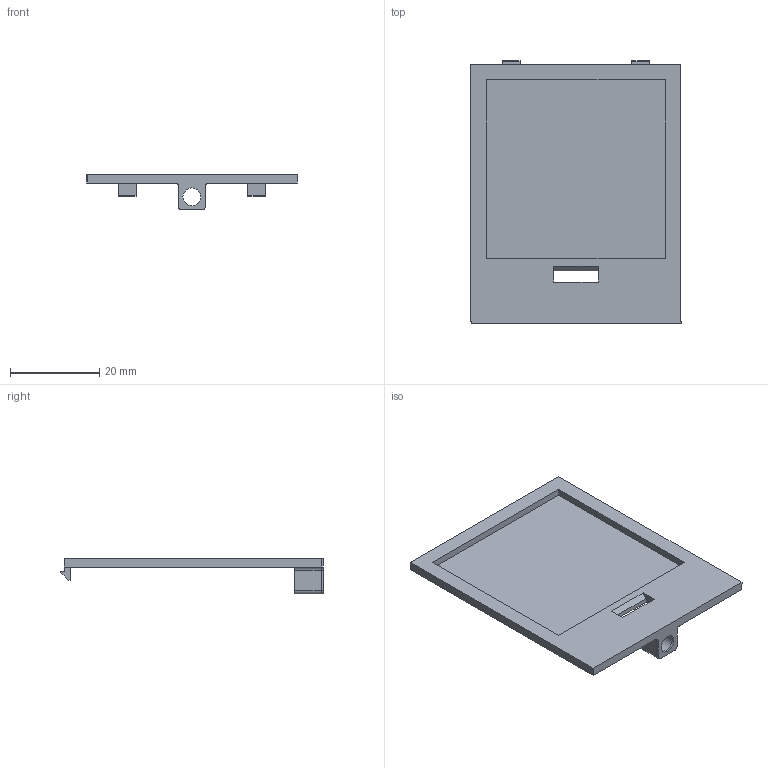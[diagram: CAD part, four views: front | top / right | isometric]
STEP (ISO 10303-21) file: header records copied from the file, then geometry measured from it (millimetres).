
FILE_DESCRIPTION(/* description */ (''),/* implementation_level */ '2;1');
FILE_NAME(/* name */ 'acoustifly_v8_lid-qr.stp',/* time_stamp */ '2024-05-30T09:26:30+02:00',/* author */ ('Jannik Fritsch'),/* organization */ (''),/* preprocessor_version */ 'ST-DEVELOPER v19.2',/* originating_system */ 'Autodesk Inventor 2024',/* authorisation */ '');
FILE_SCHEMA (('AUTOMOTIVE_DESIGN { 1 0 10303 214 3 1 1 }'));
Length unit declared in the file: millimetre
Products named in the file (4): acoustifly_v8_v1_zusammenführung; lid_raw; qr_code-40x40x1-6; qrcode-1708936232748
Assembly tree (3 placements, depth 2):
  acoustifly_v8_v1_zusammenführung
    lid_raw
    qr_code-40x40x1-6
    qrcode-1708936232748
Bounding box: 47.04 x 58.82 x 8 mm (x, y, z)
Volume: 3020.1 mm3; surface area: 6386.3 mm2
Topology: 1 solids, 1 shells, 54 faces, 150 edges, 99 vertices
Faces by surface type: plane 40, cylinder 14
Full cylindrical faces by diameter (mm): 4 x2
Entity records: 1922 total; most frequent: CARTESIAN_POINT 311, ORIENTED_EDGE 300, DIRECTION 300, EDGE_CURVE 150, LINE 124, VECTOR 124, VERTEX_POINT 99, AXIS2_PLACEMENT_3D 88
